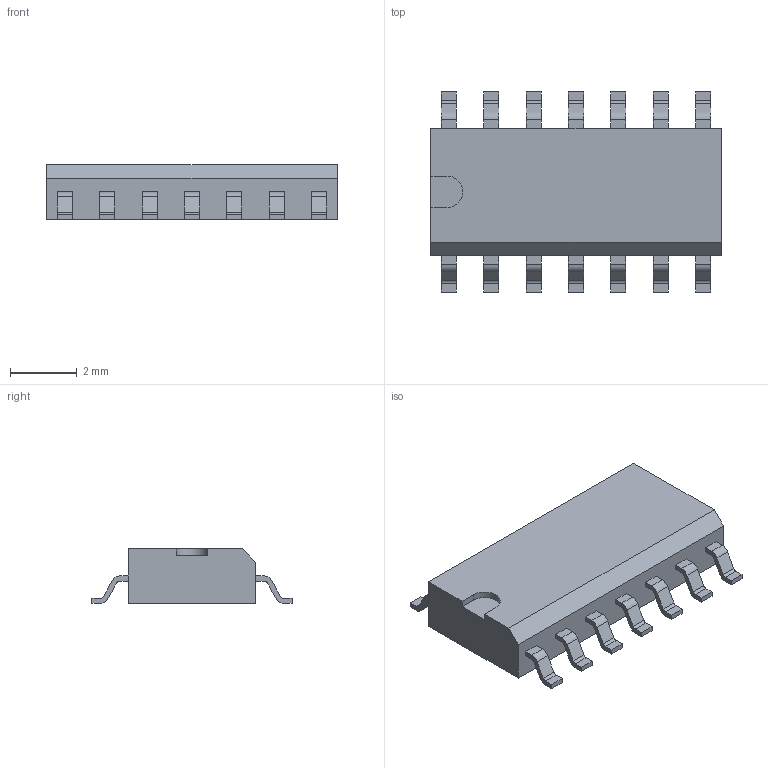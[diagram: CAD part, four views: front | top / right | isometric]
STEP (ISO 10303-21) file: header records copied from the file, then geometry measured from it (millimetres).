
FILE_DESCRIPTION((''),'2;1');
FILE_NAME('SO-14 Narrow.stp','2016-12-26T15:39:32',('Alexander'),(''),'Autodesk Inventor 2011','Autodesk Inventor 2011','');
FILE_SCHEMA(('AUTOMOTIVE_DESIGN { 1 0 10303 214 1 1 1 1 }'));
Length unit declared in the file: millimetre
Products named in the file (1): SOIC
Bounding box: 8.7 x 6 x 1.63 mm (x, y, z)
Volume: 54.5 mm3; surface area: 129.5 mm2
Topology: 1 solids, 1 shells, 193 faces, 531 edges, 354 vertices
Faces by surface type: plane 136, cylinder 57
Entity records: 6345 total; most frequent: CARTESIAN_POINT 1079, ORIENTED_EDGE 1062, DIRECTION 1033, EDGE_CURVE 531, VECTOR 417, LINE 417, VERTEX_POINT 354, AXIS2_PLACEMENT_3D 308
